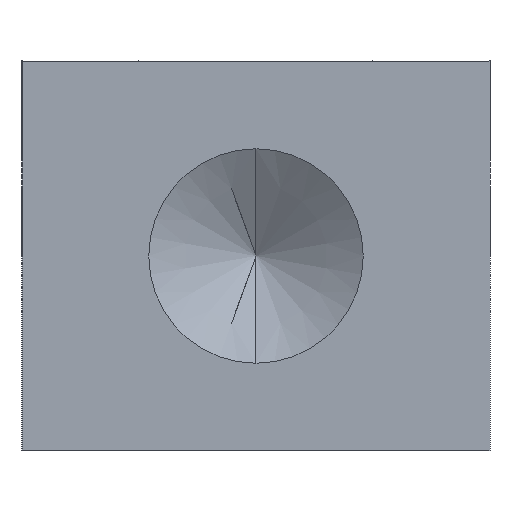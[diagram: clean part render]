
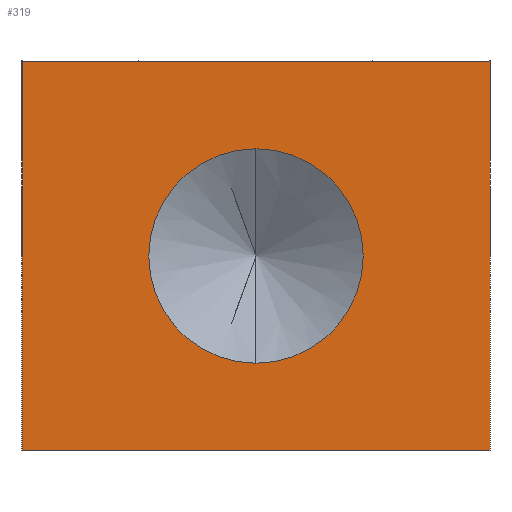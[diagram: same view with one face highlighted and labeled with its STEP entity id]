
A CAD part, front view. The second image highlights one B-rep face of the part: STEP entity #319.
In plain terms, the highlighted planar face has unit normal (0, -1, 0).
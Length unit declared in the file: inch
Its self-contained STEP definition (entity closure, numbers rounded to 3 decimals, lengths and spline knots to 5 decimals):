
#11 = CARTESIAN_POINT ( 'NONE',  ( -0.75, -2.0625, 0.625 ) ) ;
#18 = VERTEX_POINT ( 'NONE', #274 ) ;
#24 = DIRECTION ( 'NONE',  ( 0., 0., -1. ) ) ;
#28 = DIRECTION ( 'NONE',  ( 0., -1., 0. ) ) ;
#42 = CIRCLE ( 'NONE', #359, 0.34375 ) ;
#55 = AXIS2_PLACEMENT_3D ( 'NONE', #11, #79, #180 ) ;
#61 = LINE ( 'NONE', #103, #583 ) ;
#79 = DIRECTION ( 'NONE',  ( 0., 1., 0. ) ) ;
#80 = DIRECTION ( 'NONE',  ( 0., 0., -1. ) ) ;
#84 = CARTESIAN_POINT ( 'NONE',  ( -0.75, -2.0625, 0.625 ) ) ;
#87 = CARTESIAN_POINT ( 'NONE',  ( 0., -2.0625, 0. ) ) ;
#98 = VECTOR ( 'NONE', #321, 39.37008 ) ;
#99 = VERTEX_POINT ( 'NONE', #192 ) ;
#103 = CARTESIAN_POINT ( 'NONE',  ( 0.75, -2.0625, 0.625 ) ) ;
#121 = EDGE_LOOP ( 'NONE', ( #533, #581, #506, #446 ) ) ;
#126 = CARTESIAN_POINT ( 'NONE',  ( 0., -2.0625, 0. ) ) ;
#128 = DIRECTION ( 'NONE',  ( 0., 0., -1. ) ) ;
#165 = VECTOR ( 'NONE', #128, 39.37008 ) ;
#180 = DIRECTION ( 'NONE',  ( 0., 0., 1. ) ) ;
#192 = CARTESIAN_POINT ( 'NONE',  ( 0., -2.0625, -0.34375 ) ) ;
#197 = AXIS2_PLACEMENT_3D ( 'NONE', #87, #28, #24 ) ;
#199 = LINE ( 'NONE', #84, #445 ) ;
#241 = VERTEX_POINT ( 'NONE', #317 ) ;
#254 = CARTESIAN_POINT ( 'NONE',  ( -0.75, -2.0625, -0.625 ) ) ;
#259 = CARTESIAN_POINT ( 'NONE',  ( -0.75, -2.0625, -0.625 ) ) ;
#263 = VERTEX_POINT ( 'NONE', #511 ) ;
#274 = CARTESIAN_POINT ( 'NONE',  ( -0.75, -2.0625, 0.625 ) ) ;
#297 = VERTEX_POINT ( 'NONE', #254 ) ;
#298 = FACE_OUTER_BOUND ( 'NONE', #121, .T. ) ;
#313 = VERTEX_POINT ( 'NONE', #419 ) ;
#317 = CARTESIAN_POINT ( 'NONE',  ( 0.75, -2.0625, -0.625 ) ) ;
#319 = ADVANCED_FACE ( 'NONE', ( #515, #298 ), #547, .F. ) ;
#321 = DIRECTION ( 'NONE',  ( 1., 0., 0. ) ) ;
#322 = CIRCLE ( 'NONE', #197, 0.34375 ) ;
#359 = AXIS2_PLACEMENT_3D ( 'NONE', #126, #584, #576 ) ;
#365 = LINE ( 'NONE', #259, #98 ) ;
#366 = EDGE_CURVE ( 'NONE', #18, #313, #199, .T. ) ;
#419 = CARTESIAN_POINT ( 'NONE',  ( 0.75, -2.0625, 0.625 ) ) ;
#431 = EDGE_CURVE ( 'NONE', #263, #99, #42, .T. ) ;
#445 = VECTOR ( 'NONE', #510, 39.37008 ) ;
#446 = ORIENTED_EDGE ( 'NONE', *, *, #494, .T. ) ;
#454 = CARTESIAN_POINT ( 'NONE',  ( -0.75, -2.0625, 0.625 ) ) ;
#494 = EDGE_CURVE ( 'NONE', #18, #297, #558, .T. ) ;
#506 = ORIENTED_EDGE ( 'NONE', *, *, #366, .F. ) ;
#508 = ORIENTED_EDGE ( 'NONE', *, *, #431, .F. ) ;
#510 = DIRECTION ( 'NONE',  ( 1., 0., 0. ) ) ;
#511 = CARTESIAN_POINT ( 'NONE',  ( 0., -2.0625, 0.34375 ) ) ;
#515 = FACE_BOUND ( 'NONE', #559, .T. ) ;
#533 = ORIENTED_EDGE ( 'NONE', *, *, #536, .T. ) ;
#536 = EDGE_CURVE ( 'NONE', #297, #241, #365, .T. ) ;
#537 = EDGE_CURVE ( 'NONE', #99, #263, #322, .T. ) ;
#540 = EDGE_CURVE ( 'NONE', #313, #241, #61, .T. ) ;
#547 = PLANE ( 'NONE',  #55 ) ;
#558 = LINE ( 'NONE', #454, #165 ) ;
#559 = EDGE_LOOP ( 'NONE', ( #567, #508 ) ) ;
#567 = ORIENTED_EDGE ( 'NONE', *, *, #537, .F. ) ;
#576 = DIRECTION ( 'NONE',  ( 0., 0., -1. ) ) ;
#581 = ORIENTED_EDGE ( 'NONE', *, *, #540, .F. ) ;
#583 = VECTOR ( 'NONE', #80, 39.37008 ) ;
#584 = DIRECTION ( 'NONE',  ( 0., -1., 0. ) ) ;
